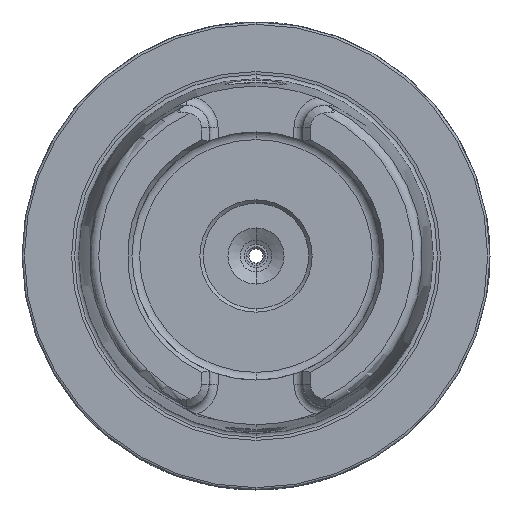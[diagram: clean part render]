
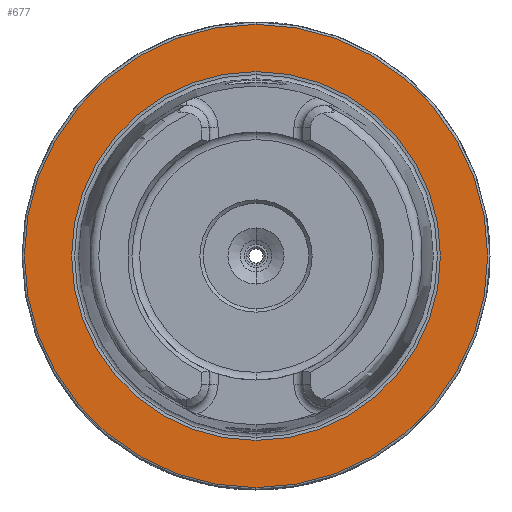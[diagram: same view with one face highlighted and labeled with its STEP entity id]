
A CAD part, left-side view. The second image highlights one B-rep face of the part: STEP entity #677.
In plain terms, the highlighted planar face has unit normal (-1, 0, 0).
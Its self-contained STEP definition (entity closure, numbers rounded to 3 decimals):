
#137 = CARTESIAN_POINT ( 'NONE',  ( 0., 0., -49.5 ) ) ;
#304 = VERTEX_POINT ( 'NONE', #137 ) ;
#677 = ADVANCED_FACE ( 'NONE', ( #4378, #4238 ), #7229, .F. ) ;
#732 = VERTEX_POINT ( 'NONE', #7398 ) ;
#1215 = VERTEX_POINT ( 'NONE', #3242 ) ;
#1447 = EDGE_CURVE ( 'NONE', #7616, #304, #2394, .T. ) ;
#1521 = AXIS2_PLACEMENT_3D ( 'NONE', #9381, #9377, #8968 ) ;
#1531 = EDGE_CURVE ( 'NONE', #1215, #732, #2274, .T. ) ;
#2274 = CIRCLE ( 'NONE', #10871, 39.405 ) ;
#2394 = CIRCLE ( 'NONE', #1521, 49.5 ) ;
#2603 = ORIENTED_EDGE ( 'NONE', *, *, #4711, .F. ) ;
#2638 = DIRECTION ( 'NONE',  ( 0., 0., 1. ) ) ;
#2651 = DIRECTION ( 'NONE',  ( -1., 0., 0. ) ) ;
#2655 = CARTESIAN_POINT ( 'NONE',  ( 0., 0., 0. ) ) ;
#2677 = ORIENTED_EDGE ( 'NONE', *, *, #1531, .F. ) ;
#2762 = ORIENTED_EDGE ( 'NONE', *, *, #1447, .T. ) ;
#2850 = ORIENTED_EDGE ( 'NONE', *, *, #4905, .T. ) ;
#3242 = CARTESIAN_POINT ( 'NONE',  ( 0., 0., -39.405 ) ) ;
#3558 = AXIS2_PLACEMENT_3D ( 'NONE', #7270, #7317, #7318 ) ;
#4025 = DIRECTION ( 'NONE',  ( 0., 0., 1. ) ) ;
#4039 = DIRECTION ( 'NONE',  ( -1., 0., 0. ) ) ;
#4048 = CARTESIAN_POINT ( 'NONE',  ( 0., 0., 0. ) ) ;
#4238 = FACE_OUTER_BOUND ( 'NONE', #6511, .T. ) ;
#4378 = FACE_BOUND ( 'NONE', #5742, .T. ) ;
#4711 = EDGE_CURVE ( 'NONE', #732, #1215, #10606, .T. ) ;
#4905 = EDGE_CURVE ( 'NONE', #304, #7616, #10077, .T. ) ;
#5742 = EDGE_LOOP ( 'NONE', ( #2603, #2677 ) ) ;
#6291 = AXIS2_PLACEMENT_3D ( 'NONE', #2655, #2651, #2638 ) ;
#6511 = EDGE_LOOP ( 'NONE', ( #2762, #2850 ) ) ;
#6563 = AXIS2_PLACEMENT_3D ( 'NONE', #4048, #4039, #4025 ) ;
#7229 = PLANE ( 'NONE',  #3558 ) ;
#7270 = CARTESIAN_POINT ( 'NONE',  ( 0., 49.5, 0. ) ) ;
#7317 = DIRECTION ( 'NONE',  ( 1., 0., 0. ) ) ;
#7318 = DIRECTION ( 'NONE',  ( 0., 0., -1. ) ) ;
#7355 = CARTESIAN_POINT ( 'NONE',  ( 0., 0., 49.5 ) ) ;
#7398 = CARTESIAN_POINT ( 'NONE',  ( 0., 0., 39.405 ) ) ;
#7616 = VERTEX_POINT ( 'NONE', #7355 ) ;
#8968 = DIRECTION ( 'NONE',  ( 0., 0., 1. ) ) ;
#9377 = DIRECTION ( 'NONE',  ( -1., 0., 0. ) ) ;
#9381 = CARTESIAN_POINT ( 'NONE',  ( 0., 0., 0. ) ) ;
#9507 = CARTESIAN_POINT ( 'NONE',  ( 0., 0., 0. ) ) ;
#10077 = CIRCLE ( 'NONE', #6291, 49.5 ) ;
#10180 = DIRECTION ( 'NONE',  ( 0., 0., 1. ) ) ;
#10272 = DIRECTION ( 'NONE',  ( -1., 0., 0. ) ) ;
#10606 = CIRCLE ( 'NONE', #6563, 39.405 ) ;
#10871 = AXIS2_PLACEMENT_3D ( 'NONE', #9507, #10272, #10180 ) ;
